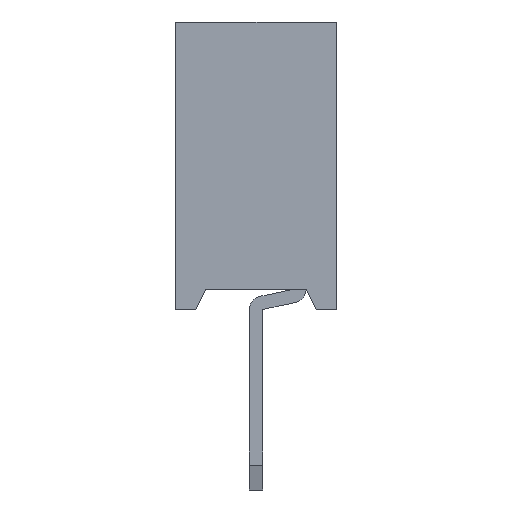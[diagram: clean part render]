
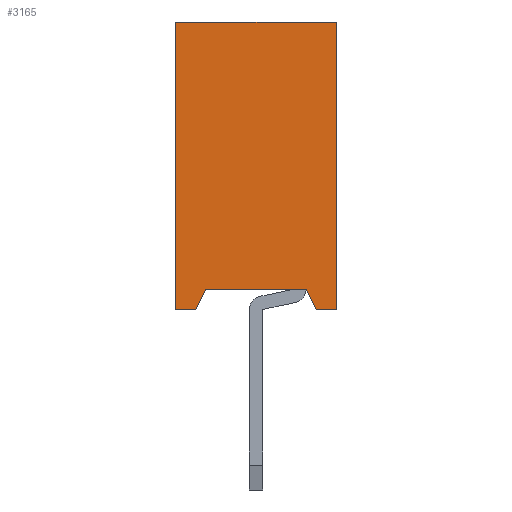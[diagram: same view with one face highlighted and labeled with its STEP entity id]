
A CAD part, left-side view. The second image highlights one B-rep face of the part: STEP entity #3165.
In plain terms, the highlighted planar face has unit normal (-1, 0, 0).
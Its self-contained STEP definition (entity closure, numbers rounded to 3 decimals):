
#3165=ADVANCED_FACE('',(#21294),#21296,.T.);
#21294=FACE_BOUND('',#21295,.T.);
#21295=EDGE_LOOP('',(#34847,#34848,#34849,#34850,#34851,#34852,#34853,#34854));
#21296=PLANE('',#21297);
#21297=AXIS2_PLACEMENT_3D('',#21298,#21299,#21300);
#21298=CARTESIAN_POINT('',(-1.,1.2,0.));
#21299=DIRECTION('',(-1.,0.,0.));
#21300=DIRECTION('',(0.,-1.,0.));
#34847=ORIENTED_EDGE('',*,*,#45162,.T.);
#34848=ORIENTED_EDGE('',*,*,#44647,.T.);
#34849=ORIENTED_EDGE('',*,*,#45163,.T.);
#34850=ORIENTED_EDGE('',*,*,#45164,.T.);
#34851=ORIENTED_EDGE('',*,*,#45165,.T.);
#34852=ORIENTED_EDGE('',*,*,#45166,.F.);
#34853=ORIENTED_EDGE('',*,*,#45167,.F.);
#34854=ORIENTED_EDGE('',*,*,#45107,.T.);
#44647=EDGE_CURVE('',#50233,#50231,#50234,.T.);
#45107=EDGE_CURVE('',#51109,#51107,#51110,.T.);
#45162=EDGE_CURVE('',#51107,#50233,#51171,.F.);
#45163=EDGE_CURVE('',#50231,#51172,#51173,.F.);
#45164=EDGE_CURVE('',#51172,#51174,#51175,.T.);
#45165=EDGE_CURVE('',#51174,#51176,#51177,.T.);
#45166=EDGE_CURVE('',#51178,#51176,#51179,.T.);
#45167=EDGE_CURVE('',#51109,#51178,#51180,.T.);
#50231=VERTEX_POINT('',#59566);
#50233=VERTEX_POINT('',#59570);
#50234=LINE('',#59571,#59572);
#51107=VERTEX_POINT('',#61362);
#51109=VERTEX_POINT('',#61366);
#51110=LINE('',#61367,#61368);
#51171=LINE('',#61538,#61539);
#51172=VERTEX_POINT('',#61541);
#51173=LINE('',#61542,#61543);
#51174=VERTEX_POINT('',#61545);
#51175=LINE('',#61546,#61547);
#51176=VERTEX_POINT('',#61549);
#51177=LINE('',#61550,#61551);
#51178=VERTEX_POINT('',#61553);
#51179=LINE('',#61554,#61555);
#51180=LINE('',#61557,#61558);
#59566=CARTESIAN_POINT('',(-1.,-0.75,0.3));
#59570=CARTESIAN_POINT('',(-1.,0.75,0.3));
#59571=CARTESIAN_POINT('',(-1.,0.75,0.3));
#59572=VECTOR('',#59573,1.);
#59573=DIRECTION('',(0.,-1.,0.));
#61362=CARTESIAN_POINT('',(-1.,0.9,0.));
#61366=CARTESIAN_POINT('',(-1.,1.2,0.));
#61367=CARTESIAN_POINT('',(-1.,1.2,0.));
#61368=VECTOR('',#61369,1.);
#61369=DIRECTION('',(0.,-1.,0.));
#61538=CARTESIAN_POINT('',(-1.,0.75,0.3));
#61539=VECTOR('',#61540,1.);
#61540=DIRECTION('',(0.,0.447,-0.894));
#61541=CARTESIAN_POINT('',(-1.,-0.9,0.));
#61542=CARTESIAN_POINT('',(-1.,-0.9,0.));
#61543=VECTOR('',#61544,1.);
#61544=DIRECTION('',(0.,0.447,0.894));
#61545=CARTESIAN_POINT('',(-1.,-1.2,0.));
#61546=CARTESIAN_POINT('',(-1.,-0.9,0.));
#61547=VECTOR('',#61548,1.);
#61548=DIRECTION('',(0.,-1.,0.));
#61549=CARTESIAN_POINT('',(-1.,-1.2,4.3));
#61550=CARTESIAN_POINT('',(-1.,-1.2,0.));
#61551=VECTOR('',#61552,1.);
#61552=DIRECTION('',(0.,0.,1.));
#61553=CARTESIAN_POINT('',(-1.,1.2,4.3));
#61554=CARTESIAN_POINT('',(-1.,1.2,4.3));
#61555=VECTOR('',#61556,1.);
#61556=DIRECTION('',(0.,-1.,0.));
#61557=CARTESIAN_POINT('',(-1.,1.2,0.));
#61558=VECTOR('',#61559,1.);
#61559=DIRECTION('',(0.,0.,1.));
